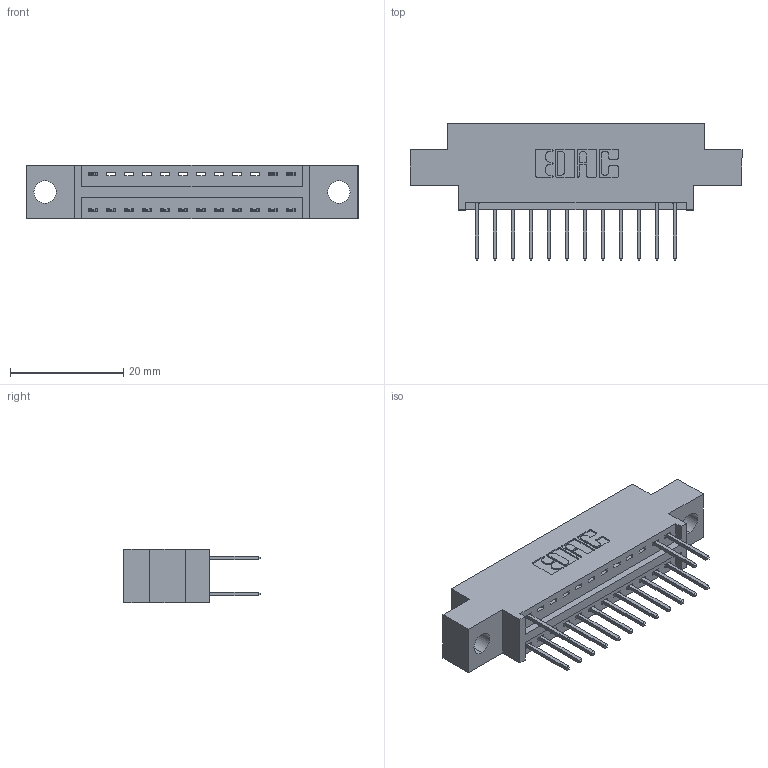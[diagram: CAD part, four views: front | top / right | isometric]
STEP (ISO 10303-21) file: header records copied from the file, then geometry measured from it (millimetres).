
FILE_DESCRIPTION (( 'STEP AP203' ), '1' );
FILE_NAME ('346-024-526-804.STEP', '2018-08-21T03:35:47', ( '' ), ( '' ), 'SwSTEP 2.0', 'SolidWorks 2016', '' );
FILE_SCHEMA (( 'CONFIG_CONTROL_DESIGN' ));
Length unit declared in the file: inch
Products named in the file (3): 346-024-526-804; 346 Part_0.170 Offset - 0.156 Dia-TH; 345-292-001_345-293-126
Assembly tree (16 placements, depth 2):
  346-024-526-804
    346 Part_0.170 Offset - 0.156 Dia-TH
    345-292-001_345-293-126  x15
Bounding box: 58.67 x 24.13 x 9.4 mm (x, y, z)
Volume: 5189.6 mm3; surface area: 6297.9 mm2
Topology: 16 solids, 16 shells, 960 faces, 2855 edges, 1882 vertices
Faces by surface type: plane 650, cylinder 310
Entity records: 11735 total; most frequent: CARTESIAN_POINT 2015, ORIENTED_EDGE 1958, DIRECTION 1817, EDGE_CURVE 979, VECTOR 799, LINE 799, VERTEX_POINT 650, AXIS2_PLACEMENT_3D 509
